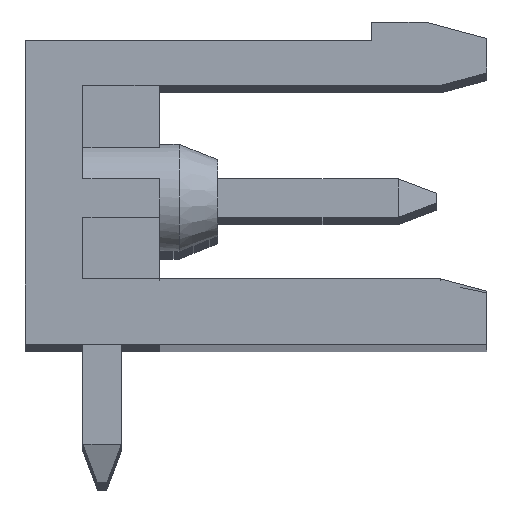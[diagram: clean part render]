
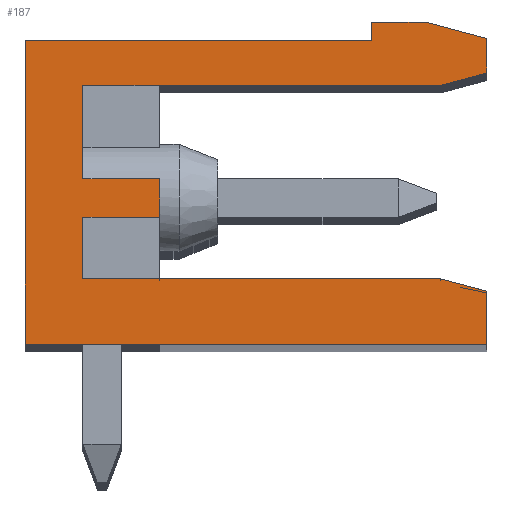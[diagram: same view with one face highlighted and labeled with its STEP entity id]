
A CAD part, top view. The second image highlights one B-rep face of the part: STEP entity #187.
In plain terms, the highlighted planar face has unit normal (0, 0, 1).
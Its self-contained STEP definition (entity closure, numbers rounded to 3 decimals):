
#44=CARTESIAN_POINT('',(9.5,-3.8,2.44));
#45=DIRECTION('',(0.0,0.0,-1.0));
#46=DIRECTION('',(-1.0,0.0,0.0));
#47=AXIS2_PLACEMENT_3D('',#44,#45,#46);
#48=PLANE('',#47);
#49=CARTESIAN_POINT('',(9.5,3.247,2.44));
#50=VERTEX_POINT('',#49);
#51=CARTESIAN_POINT('',(8.3,2.925,2.44));
#52=VERTEX_POINT('',#51);
#53=CARTESIAN_POINT('',(9.5,3.247,2.44));
#54=DIRECTION('',(-0.966,-0.259,0.0));
#55=VECTOR('',#54,1.242);
#56=LINE('',#53,#55);
#57=EDGE_CURVE('',#50,#52,#56,.T.);
#58=ORIENTED_EDGE('',*,*,#57,.F.);
#59=CARTESIAN_POINT('',(9.5,4.146,2.44));
#60=VERTEX_POINT('',#59);
#61=CARTESIAN_POINT('',(9.5,4.146,2.44));
#62=DIRECTION('',(0.0,-1.0,0.0));
#63=VECTOR('',#62,0.9);
#64=LINE('',#61,#63);
#65=EDGE_CURVE('',#60,#50,#64,.T.);
#66=ORIENTED_EDGE('',*,*,#65,.F.);
#67=CARTESIAN_POINT('',(7.9,4.575,2.44));
#68=VERTEX_POINT('',#67);
#69=CARTESIAN_POINT('',(7.9,4.575,2.44));
#70=DIRECTION('',(0.966,-0.259,0.0));
#71=VECTOR('',#70,1.656);
#72=LINE('',#69,#71);
#73=EDGE_CURVE('',#68,#60,#72,.T.);
#74=ORIENTED_EDGE('',*,*,#73,.F.);
#75=CARTESIAN_POINT('',(6.5,4.575,2.44));
#76=VERTEX_POINT('',#75);
#77=CARTESIAN_POINT('',(6.5,4.575,2.44));
#78=DIRECTION('',(1.0,0.0,0.0));
#79=VECTOR('',#78,1.4);
#80=LINE('',#77,#79);
#81=EDGE_CURVE('',#76,#68,#80,.T.);
#82=ORIENTED_EDGE('',*,*,#81,.F.);
#83=CARTESIAN_POINT('',(6.5,4.1,2.44));
#84=VERTEX_POINT('',#83);
#85=CARTESIAN_POINT('',(6.5,4.1,2.44));
#86=DIRECTION('',(0.0,1.0,0.0));
#87=VECTOR('',#86,0.475);
#88=LINE('',#85,#87);
#89=EDGE_CURVE('',#84,#76,#88,.T.);
#90=ORIENTED_EDGE('',*,*,#89,.F.);
#91=CARTESIAN_POINT('',(-2.5,4.1,2.44));
#92=VERTEX_POINT('',#91);
#93=CARTESIAN_POINT('',(-2.5,4.1,2.44));
#94=DIRECTION('',(1.0,0.0,0.0));
#95=VECTOR('',#94,9.0);
#96=LINE('',#93,#95);
#97=EDGE_CURVE('',#92,#84,#96,.T.);
#98=ORIENTED_EDGE('',*,*,#97,.F.);
#99=CARTESIAN_POINT('',(-2.5,-3.8,2.44));
#100=VERTEX_POINT('',#99);
#101=CARTESIAN_POINT('',(-2.5,-3.8,2.44));
#102=DIRECTION('',(0.0,1.0,0.0));
#103=VECTOR('',#102,7.9);
#104=LINE('',#101,#103);
#105=EDGE_CURVE('',#100,#92,#104,.T.);
#106=ORIENTED_EDGE('',*,*,#105,.F.);
#107=CARTESIAN_POINT('',(9.5,-3.8,2.44));
#108=VERTEX_POINT('',#107);
#109=CARTESIAN_POINT('',(9.5,-3.8,2.44));
#110=DIRECTION('',(-1.0,0.0,0.0));
#111=VECTOR('',#110,12.);
#112=LINE('',#109,#111);
#113=EDGE_CURVE('',#108,#100,#112,.T.);
#114=ORIENTED_EDGE('',*,*,#113,.F.);
#115=CARTESIAN_POINT('',(9.5,-2.422,2.44));
#116=VERTEX_POINT('',#115);
#117=CARTESIAN_POINT('',(9.5,-2.422,2.44));
#118=DIRECTION('',(0.0,-1.0,0.0));
#119=VECTOR('',#118,1.378);
#120=LINE('',#117,#119);
#121=EDGE_CURVE('',#116,#108,#120,.T.);
#122=ORIENTED_EDGE('',*,*,#121,.F.);
#123=CARTESIAN_POINT('',(8.3,-2.1,2.44));
#124=VERTEX_POINT('',#123);
#125=CARTESIAN_POINT('',(8.3,-2.1,2.44));
#126=DIRECTION('',(0.966,-0.259,0.0));
#127=VECTOR('',#126,1.242);
#128=LINE('',#125,#127);
#129=EDGE_CURVE('',#124,#116,#128,.T.);
#130=ORIENTED_EDGE('',*,*,#129,.F.);
#131=CARTESIAN_POINT('',(-1.,-2.1,2.44));
#132=VERTEX_POINT('',#131);
#133=CARTESIAN_POINT('',(-1.,-2.1,2.44));
#134=DIRECTION('',(1.0,0.0,0.0));
#135=VECTOR('',#134,9.3);
#136=LINE('',#133,#135);
#137=EDGE_CURVE('',#132,#124,#136,.T.);
#138=ORIENTED_EDGE('',*,*,#137,.F.);
#139=CARTESIAN_POINT('',(-1.,-0.5,2.44));
#140=VERTEX_POINT('',#139);
#141=CARTESIAN_POINT('',(-1.,-0.5,2.44));
#142=DIRECTION('',(0.0,-1.0,0.0));
#143=VECTOR('',#142,1.6);
#144=LINE('',#141,#143);
#145=EDGE_CURVE('',#140,#132,#144,.T.);
#146=ORIENTED_EDGE('',*,*,#145,.F.);
#147=CARTESIAN_POINT('',(1.,-0.5,2.44));
#148=VERTEX_POINT('',#147);
#149=CARTESIAN_POINT('',(1.,-0.5,2.44));
#150=DIRECTION('',(-1.0,0.0,0.0));
#151=VECTOR('',#150,2.);
#152=LINE('',#149,#151);
#153=EDGE_CURVE('',#148,#140,#152,.T.);
#154=ORIENTED_EDGE('',*,*,#153,.F.);
#155=CARTESIAN_POINT('',(1.,0.5,2.44));
#156=VERTEX_POINT('',#155);
#157=CARTESIAN_POINT('',(1.,0.5,2.44));
#158=DIRECTION('',(0.0,-1.0,0.0));
#159=VECTOR('',#158,1.);
#160=LINE('',#157,#159);
#161=EDGE_CURVE('',#156,#148,#160,.T.);
#162=ORIENTED_EDGE('',*,*,#161,.F.);
#163=CARTESIAN_POINT('',(-1.,0.5,2.44));
#164=VERTEX_POINT('',#163);
#165=CARTESIAN_POINT('',(-1.,0.5,2.44));
#166=DIRECTION('',(1.0,0.0,0.0));
#167=VECTOR('',#166,2.);
#168=LINE('',#165,#167);
#169=EDGE_CURVE('',#164,#156,#168,.T.);
#170=ORIENTED_EDGE('',*,*,#169,.F.);
#171=CARTESIAN_POINT('',(-1.,2.925,2.44));
#172=VERTEX_POINT('',#171);
#173=CARTESIAN_POINT('',(-1.,2.925,2.44));
#174=DIRECTION('',(0.0,-1.0,0.0));
#175=VECTOR('',#174,2.425);
#176=LINE('',#173,#175);
#177=EDGE_CURVE('',#172,#164,#176,.T.);
#178=ORIENTED_EDGE('',*,*,#177,.F.);
#179=CARTESIAN_POINT('',(8.3,2.925,2.44));
#180=DIRECTION('',(-1.0,0.0,0.0));
#181=VECTOR('',#180,9.3);
#182=LINE('',#179,#181);
#183=EDGE_CURVE('',#52,#172,#182,.T.);
#184=ORIENTED_EDGE('',*,*,#183,.F.);
#185=EDGE_LOOP('',(#58,#66,#74,#82,#90,#98,#106,#114,#122,#130,#138,#146,#154,#162,#170,#178,#184));
#186=FACE_OUTER_BOUND('',#185,.T.);
#187=ADVANCED_FACE('',(#186),#48,.F.);
